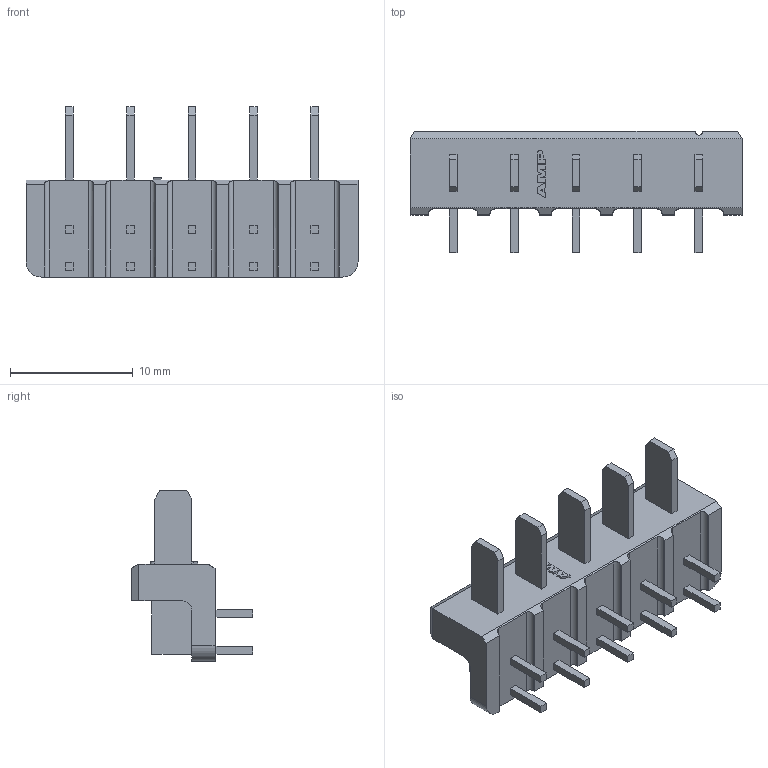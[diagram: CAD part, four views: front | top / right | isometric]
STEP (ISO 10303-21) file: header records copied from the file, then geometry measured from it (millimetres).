
FILE_DESCRIPTION((''),'2;1');
FILE_NAME('C-5787441-1','2008-05-27T',('workeradm'),('Tyco Electronics Corporation'),'PRO/ENGINEER BY PARAMETRIC TECHNOLOGY CORPORATION, 2005450','PRO/ENGINEER BY PARAMETRIC TECHNOLOGY CORPORATION, 2005450','');
FILE_SCHEMA(('CONFIG_CONTROL_DESIGN', 'GEOMETRIC_VALIDATION_PROPERTIES_MIM'));
Length unit declared in the file: millimetre
Products named in the file (1): C-5787441-1
Bounding box: 27.02 x 9.85 x 13.85 mm (x, y, z)
Volume: 838.9 mm3; surface area: 1282.5 mm2
Topology: 1 solids, 1 shells, 197 faces, 523 edges, 348 vertices
Faces by surface type: plane 175, cylinder 20, extrusion 2
Entity records: 6200 total; most frequent: CARTESIAN_POINT 1160, ORIENTED_EDGE 1046, DIRECTION 929, EDGE_CURVE 523, VECTOR 481, LINE 479, VERTEX_POINT 348, AXIS2_PLACEMENT_3D 224
